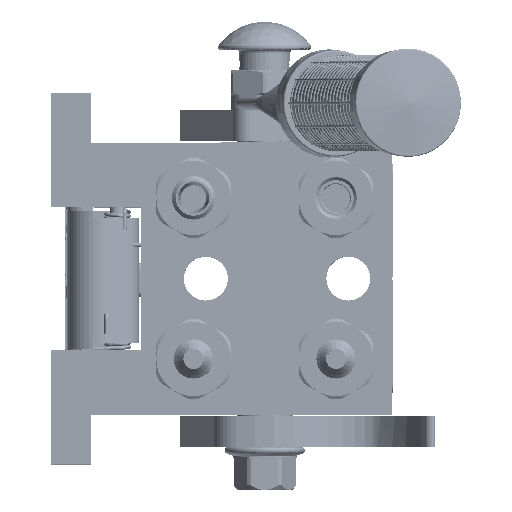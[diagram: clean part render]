
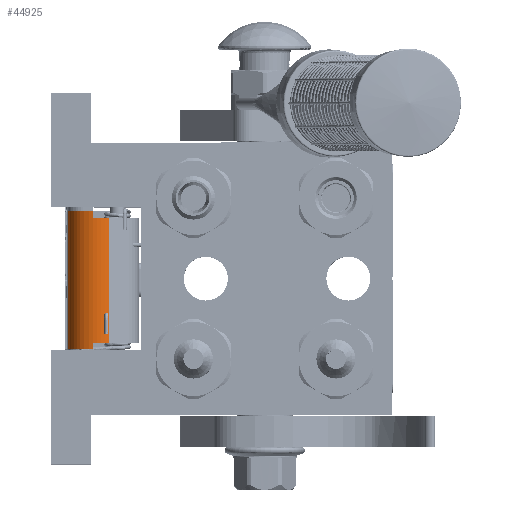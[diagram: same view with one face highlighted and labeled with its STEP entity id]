
A CAD part, top view. The second image highlights one B-rep face of the part: STEP entity #44925.
In plain terms, the highlighted cylindrical face has radius 9.5 mm (diameter 19 mm), a partial arc.
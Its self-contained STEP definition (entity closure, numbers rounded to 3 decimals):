
#3116 = CYLINDRICAL_SURFACE ( 'NONE', #24425, 9.5 ) ;
#5851 = CARTESIAN_POINT ( 'NONE',  ( 20.25, 0., -56.881 ) ) ;
#6696 = CARTESIAN_POINT ( 'NONE',  ( 20.25, -5.154, -56.269 ) ) ;
#9527 = AXIS2_PLACEMENT_3D ( 'NONE', #179810, #163026, #61213 ) ;
#11245 = DIRECTION ( 'NONE',  ( 1., 0., 0. ) ) ;
#18322 = CARTESIAN_POINT ( 'NONE',  ( 20.25, -1.5, -47.5 ) ) ;
#20646 = EDGE_CURVE ( 'NONE', #175012, #197275, #131550, .T. ) ;
#22615 = CARTESIAN_POINT ( 'NONE',  ( -20.25, -5.154, -56.269 ) ) ;
#24425 = AXIS2_PLACEMENT_3D ( 'NONE', #196449, #163569, #215279 ) ;
#25378 = VECTOR ( 'NONE', #106740, 1000. ) ;
#30861 = EDGE_CURVE ( 'NONE', #120494, #66005, #214961, .T. ) ;
#37009 = DIRECTION ( 'NONE',  ( 1., 0., 0. ) ) ;
#37442 = CARTESIAN_POINT ( 'NONE',  ( -20.25, -5.154, -56.269 ) ) ;
#37610 = ORIENTED_EDGE ( 'NONE', *, *, #89824, .F. ) ;
#40630 = EDGE_LOOP ( 'NONE', ( #175555, #85447, #37610, #64129, #182555, #141283, #95027, #215343 ) ) ;
#42826 = CARTESIAN_POINT ( 'NONE',  ( -22.25, 8., -47.5 ) ) ;
#44925 = ADVANCED_FACE ( 'NONE', ( #161658 ), #3116, .T. ) ;
#54775 = VERTEX_POINT ( 'NONE', #105952 ) ;
#60417 = DIRECTION ( 'NONE',  ( 1., 0., 0. ) ) ;
#61213 = DIRECTION ( 'NONE',  ( 0., -0.385, -0.923 ) ) ;
#62672 = VECTOR ( 'NONE', #60417, 1000. ) ;
#64129 = ORIENTED_EDGE ( 'NONE', *, *, #30861, .T. ) ;
#65710 = LINE ( 'NONE', #37442, #185614 ) ;
#66005 = VERTEX_POINT ( 'NONE', #189024 ) ;
#66756 = AXIS2_PLACEMENT_3D ( 'NONE', #18322, #84539, #167462 ) ;
#68576 = CARTESIAN_POINT ( 'NONE',  ( 22.25, 8., -47.5 ) ) ;
#75202 = DIRECTION ( 'NONE',  ( 1., 0., 0. ) ) ;
#84539 = DIRECTION ( 'NONE',  ( 1., 0., 0. ) ) ;
#85447 = ORIENTED_EDGE ( 'NONE', *, *, #182224, .T. ) ;
#89824 = EDGE_CURVE ( 'NONE', #120494, #54775, #156331, .T. ) ;
#95027 = ORIENTED_EDGE ( 'NONE', *, *, #166502, .F. ) ;
#101824 = VERTEX_POINT ( 'NONE', #68576 ) ;
#102333 = CARTESIAN_POINT ( 'NONE',  ( 22.25, 0., -56.881 ) ) ;
#103209 = DIRECTION ( 'NONE',  ( 0., 0.158, -0.987 ) ) ;
#105952 = CARTESIAN_POINT ( 'NONE',  ( -20.25, 0., -56.881 ) ) ;
#106491 = EDGE_CURVE ( 'NONE', #130776, #101824, #125736, .T. ) ;
#106740 = DIRECTION ( 'NONE',  ( 1., 0., 0. ) ) ;
#120494 = VERTEX_POINT ( 'NONE', #194139 ) ;
#125736 = CIRCLE ( 'NONE', #179163, 9.5 ) ;
#128297 = CARTESIAN_POINT ( 'NONE',  ( -22.25, -1.5, -47.5 ) ) ;
#130776 = VERTEX_POINT ( 'NONE', #102333 ) ;
#131550 = CIRCLE ( 'NONE', #66756, 9.5 ) ;
#136004 = LINE ( 'NONE', #42826, #175104 ) ;
#141283 = ORIENTED_EDGE ( 'NONE', *, *, #106491, .F. ) ;
#147040 = VERTEX_POINT ( 'NONE', #22615 ) ;
#151733 = CARTESIAN_POINT ( 'NONE',  ( 20.25, 0., -56.881 ) ) ;
#156331 = LINE ( 'NONE', #192919, #62672 ) ;
#161658 = FACE_OUTER_BOUND ( 'NONE', #40630, .T. ) ;
#163026 = DIRECTION ( 'NONE',  ( 1., 0., 0. ) ) ;
#163569 = DIRECTION ( 'NONE',  ( -1., 0., 0. ) ) ;
#166502 = EDGE_CURVE ( 'NONE', #197275, #130776, #194605, .T. ) ;
#167313 = CARTESIAN_POINT ( 'NONE',  ( 22.25, -1.5, -47.5 ) ) ;
#167462 = DIRECTION ( 'NONE',  ( 0., -0.385, -0.923 ) ) ;
#175012 = VERTEX_POINT ( 'NONE', #6696 ) ;
#175104 = VECTOR ( 'NONE', #177461, 1000. ) ;
#175555 = ORIENTED_EDGE ( 'NONE', *, *, #178438, .F. ) ;
#177461 = DIRECTION ( 'NONE',  ( 1., 0., 0. ) ) ;
#178438 = EDGE_CURVE ( 'NONE', #147040, #175012, #65710, .T. ) ;
#179163 = AXIS2_PLACEMENT_3D ( 'NONE', #167313, #37009, #103209 ) ;
#179257 = DIRECTION ( 'NONE',  ( 0., 0.158, -0.987 ) ) ;
#179810 = CARTESIAN_POINT ( 'NONE',  ( -20.25, -1.5, -47.5 ) ) ;
#182224 = EDGE_CURVE ( 'NONE', #147040, #54775, #196279, .T. ) ;
#182555 = ORIENTED_EDGE ( 'NONE', *, *, #203275, .T. ) ;
#185614 = VECTOR ( 'NONE', #75202, 1000. ) ;
#189024 = CARTESIAN_POINT ( 'NONE',  ( -22.25, 8., -47.5 ) ) ;
#190773 = AXIS2_PLACEMENT_3D ( 'NONE', #128297, #11245, #179257 ) ;
#192919 = CARTESIAN_POINT ( 'NONE',  ( -22.25, 0., -56.881 ) ) ;
#194139 = CARTESIAN_POINT ( 'NONE',  ( -22.25, 0., -56.881 ) ) ;
#194605 = LINE ( 'NONE', #5851, #25378 ) ;
#196279 = CIRCLE ( 'NONE', #9527, 9.5 ) ;
#196449 = CARTESIAN_POINT ( 'NONE',  ( -22.25, -1.5, -47.5 ) ) ;
#197275 = VERTEX_POINT ( 'NONE', #151733 ) ;
#203275 = EDGE_CURVE ( 'NONE', #66005, #101824, #136004, .T. ) ;
#214961 = CIRCLE ( 'NONE', #190773, 9.5 ) ;
#215279 = DIRECTION ( 'NONE',  ( 0., -1., 0. ) ) ;
#215343 = ORIENTED_EDGE ( 'NONE', *, *, #20646, .F. ) ;
